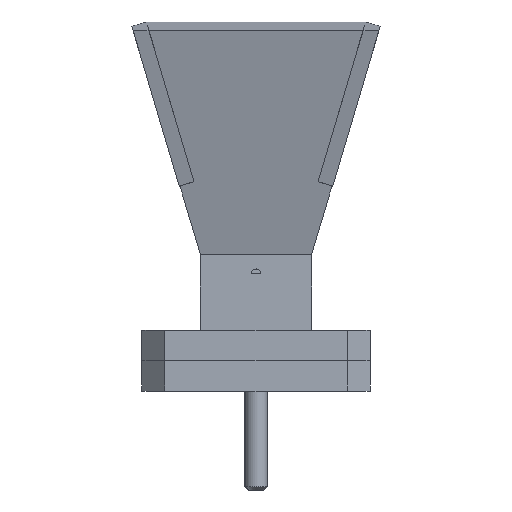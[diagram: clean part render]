
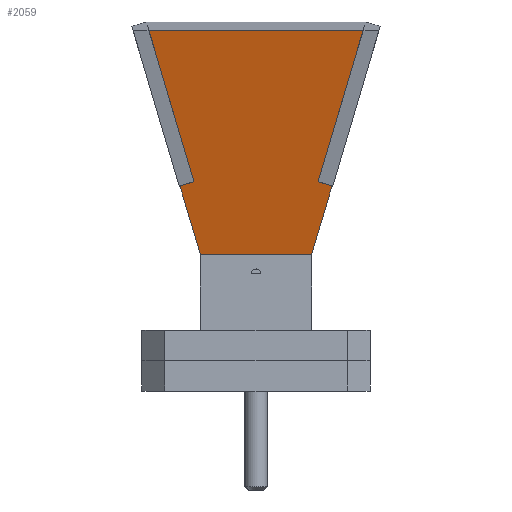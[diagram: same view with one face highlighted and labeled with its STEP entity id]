
A CAD part, front view. The second image highlights one B-rep face of the part: STEP entity #2059.
In plain terms, the highlighted planar face has unit normal (0, -0.971, -0.241).
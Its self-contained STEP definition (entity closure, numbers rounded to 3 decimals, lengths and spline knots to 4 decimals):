
#143 = EDGE_CURVE ( 'NONE', #1948, #23398, #8496, .T. ) ;
#711 = VERTEX_POINT ( 'NONE', #45151 ) ;
#926 = CARTESIAN_POINT ( 'NONE',  ( -0.3935, -0.431, 0.8489 ) ) ;
#1263 = EDGE_CURVE ( 'NONE', #51419, #46498, #8438, .T. ) ;
#1948 = VERTEX_POINT ( 'NONE', #33866 ) ;
#2059 = ADVANCED_FACE ( 'NONE', ( #19635 ), #23193, .F. ) ;
#2301 = ORIENTED_EDGE ( 'NONE', *, *, #47105, .F. ) ;
#2342 = CARTESIAN_POINT ( 'NONE',  ( 0.5532, -0.6302, 1.6508 ) ) ;
#2398 = ORIENTED_EDGE ( 'NONE', *, *, #4229, .T. ) ;
#2429 = CARTESIAN_POINT ( 'NONE',  ( -0.2874, -0.3424, 0.4921 ) ) ;
#3143 = CARTESIAN_POINT ( 'NONE',  ( -0.3212, -0.4364, 0.8704 ) ) ;
#3444 = ORIENTED_EDGE ( 'NONE', *, *, #49717, .F. ) ;
#3816 = CARTESIAN_POINT ( 'NONE',  ( -0.3935, -0.431, 0.8489 ) ) ;
#3904 = ORIENTED_EDGE ( 'NONE', *, *, #35587, .F. ) ;
#4229 = EDGE_CURVE ( 'NONE', #51419, #23429, #43813, .T. ) ;
#5581 = ORIENTED_EDGE ( 'NONE', *, *, #10273, .F. ) ;
#6090 = AXIS2_PLACEMENT_3D ( 'NONE', #19046, #42844, #46818 ) ;
#6328 = DIRECTION ( 'NONE',  ( -0.277, 0.232, -0.932 ) ) ;
#7102 = DIRECTION ( 'NONE',  ( -0.277, -0.232, 0.932 ) ) ;
#8375 = VERTEX_POINT ( 'NONE', #26683 ) ;
#8438 = LINE ( 'NONE', #3816, #33390 ) ;
#8496 = LINE ( 'NONE', #37395, #25944 ) ;
#8914 = DIRECTION ( 'NONE',  ( 0.277, 0.232, -0.932 ) ) ;
#10273 = EDGE_CURVE ( 'NONE', #8375, #1948, #36842, .T. ) ;
#11093 = VECTOR ( 'NONE', #21851, 39.3701 ) ;
#12287 = VECTOR ( 'NONE', #7102, 39.3701 ) ;
#13007 = LINE ( 'NONE', #33681, #11093 ) ;
#15201 = CARTESIAN_POINT ( 'NONE',  ( -0.3212, -0.4364, 0.8704 ) ) ;
#17896 = ORIENTED_EDGE ( 'NONE', *, *, #1263, .F. ) ;
#19038 = CARTESIAN_POINT ( 'NONE',  ( 0.5532, -0.6302, 1.6508 ) ) ;
#19046 = CARTESIAN_POINT ( 'NONE',  ( -0.2874, -0.331, 0.4461 ) ) ;
#19635 = FACE_OUTER_BOUND ( 'NONE', #40788, .T. ) ;
#21851 = DIRECTION ( 'NONE',  ( 1., 0., 0. ) ) ;
#23193 = PLANE ( 'NONE',  #6090 ) ;
#23398 = VERTEX_POINT ( 'NONE', #26240 ) ;
#23429 = VERTEX_POINT ( 'NONE', #2429 ) ;
#24709 = LINE ( 'NONE', #42744, #42030 ) ;
#25944 = VECTOR ( 'NONE', #33568, 39.3701 ) ;
#26134 = ORIENTED_EDGE ( 'NONE', *, *, #143, .F. ) ;
#26240 = CARTESIAN_POINT ( 'NONE',  ( 0.2874, -0.3424, 0.4921 ) ) ;
#26683 = CARTESIAN_POINT ( 'NONE',  ( 0.3212, -0.4364, 0.8704 ) ) ;
#28108 = VECTOR ( 'NONE', #43863, 39.3701 ) ;
#32205 = LINE ( 'NONE', #3143, #12287 ) ;
#33390 = VECTOR ( 'NONE', #50886, 39.3701 ) ;
#33568 = DIRECTION ( 'NONE',  ( -0.277, 0.232, -0.932 ) ) ;
#33681 = CARTESIAN_POINT ( 'NONE',  ( -0.2874, -0.6302, 1.6508 ) ) ;
#33866 = CARTESIAN_POINT ( 'NONE',  ( 0.3935, -0.431, 0.8489 ) ) ;
#34783 = DIRECTION ( 'NONE',  ( -1., 0., 0. ) ) ;
#35587 = EDGE_CURVE ( 'NONE', #711, #46334, #13007, .T. ) ;
#36842 = LINE ( 'NONE', #39884, #28108 ) ;
#37145 = CARTESIAN_POINT ( 'NONE',  ( -0.3935, -0.431, 0.8489 ) ) ;
#37395 = CARTESIAN_POINT ( 'NONE',  ( 0.3935, -0.431, 0.8489 ) ) ;
#39884 = CARTESIAN_POINT ( 'NONE',  ( 0.3212, -0.4364, 0.8704 ) ) ;
#39955 = EDGE_CURVE ( 'NONE', #46498, #711, #32205, .T. ) ;
#40073 = VECTOR ( 'NONE', #8914, 39.3701 ) ;
#40788 = EDGE_LOOP ( 'NONE', ( #26134, #5581, #2301, #3904, #46167, #17896, #2398, #3444 ) ) ;
#40829 = LINE ( 'NONE', #2342, #43319 ) ;
#42030 = VECTOR ( 'NONE', #34783, 39.3701 ) ;
#42744 = CARTESIAN_POINT ( 'NONE',  ( 0., -0.3424, 0.4921 ) ) ;
#42844 = DIRECTION ( 'NONE',  ( 0., 0.971, 0.241 ) ) ;
#43319 = VECTOR ( 'NONE', #6328, 39.3701 ) ;
#43813 = LINE ( 'NONE', #926, #40073 ) ;
#43863 = DIRECTION ( 'NONE',  ( 0.956, 0.071, -0.284 ) ) ;
#45151 = CARTESIAN_POINT ( 'NONE',  ( -0.5532, -0.6302, 1.6508 ) ) ;
#46167 = ORIENTED_EDGE ( 'NONE', *, *, #39955, .F. ) ;
#46334 = VERTEX_POINT ( 'NONE', #19038 ) ;
#46498 = VERTEX_POINT ( 'NONE', #15201 ) ;
#46818 = DIRECTION ( 'NONE',  ( 0., -0.241, 0.971 ) ) ;
#47105 = EDGE_CURVE ( 'NONE', #46334, #8375, #40829, .T. ) ;
#49717 = EDGE_CURVE ( 'NONE', #23398, #23429, #24709, .T. ) ;
#50886 = DIRECTION ( 'NONE',  ( 0.956, -0.071, 0.284 ) ) ;
#51419 = VERTEX_POINT ( 'NONE', #37145 ) ;
